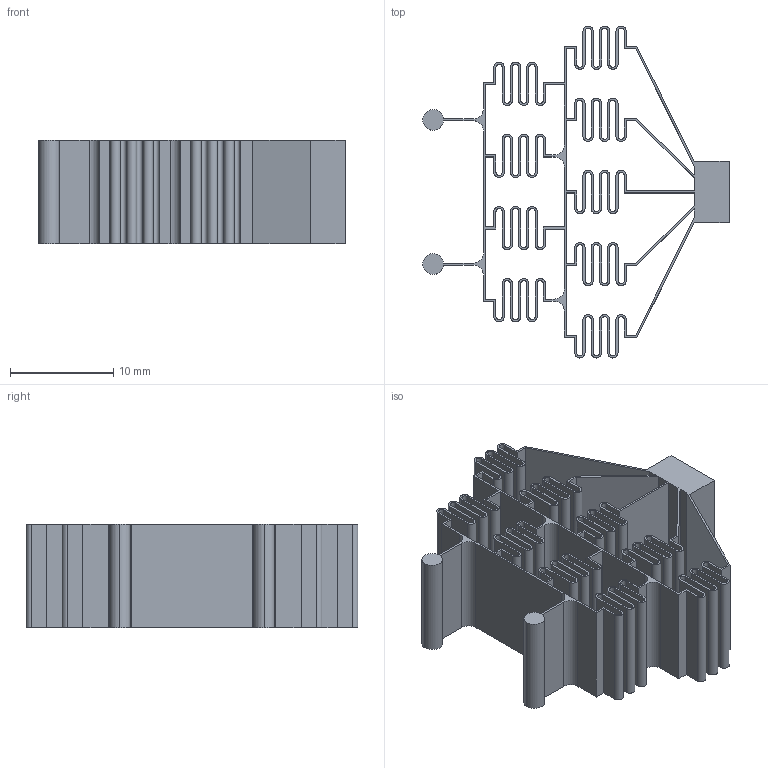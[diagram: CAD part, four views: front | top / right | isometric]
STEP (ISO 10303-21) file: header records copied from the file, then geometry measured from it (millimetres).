
FILE_DESCRIPTION (( 'STEP AP214' ), '1' );
FILE_NAME ('notmanufacturing.STEP', '2025-02-10T07:22:38', ( '' ), ( '' ), 'SwSTEP 2.0', 'SolidWorks 2025', '' );
FILE_SCHEMA (( 'AUTOMOTIVE_DESIGN' ));
Length unit declared in the file: millimetre
Products named in the file (1): notmanufacturing
Bounding box: 29.73 x 32.2 x 10 mm (x, y, z)
Volume: 1011.2 mm3; surface area: 7751 mm2
Topology: 1 solids, 1 shells, 320 faces, 954 edges, 636 vertices
Faces by surface type: plane 200, cylinder 120
Entity records: 10809 total; most frequent: CARTESIAN_POINT 1911, ORIENTED_EDGE 1908, DIRECTION 1836, EDGE_CURVE 954, VECTOR 714, LINE 714, VERTEX_POINT 636, AXIS2_PLACEMENT_3D 561
